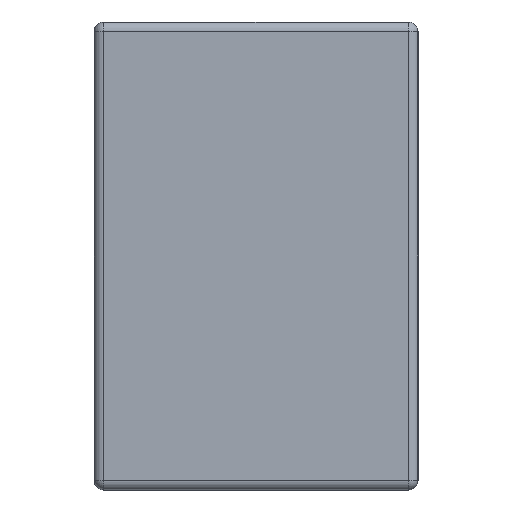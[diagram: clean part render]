
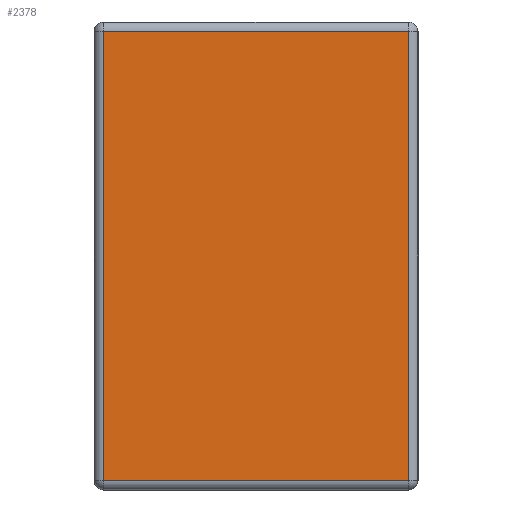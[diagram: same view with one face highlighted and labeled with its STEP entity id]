
A CAD part, left-side view. The second image highlights one B-rep face of the part: STEP entity #2378.
In plain terms, the highlighted planar face has unit normal (-1, 0, 0).
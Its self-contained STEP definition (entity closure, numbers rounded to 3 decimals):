
#137 = EDGE_LOOP ( 'NONE', ( #3986, #3010, #2119, #3474 ) ) ;
#400 = DIRECTION ( 'NONE',  ( 0., 0., 1. ) ) ;
#619 = VECTOR ( 'NONE', #3833, 1000. ) ;
#680 = VECTOR ( 'NONE', #1941, 1000. ) ;
#980 = VERTEX_POINT ( 'NONE', #2085 ) ;
#1157 = VECTOR ( 'NONE', #2764, 1000. ) ;
#1167 = CARTESIAN_POINT ( 'NONE',  ( 0., 0.041, -0.041 ) ) ;
#1458 = LINE ( 'NONE', #2405, #619 ) ;
#1706 = FACE_OUTER_BOUND ( 'NONE', #137, .T. ) ;
#1728 = EDGE_CURVE ( 'NONE', #4071, #2221, #4034, .T. ) ;
#1899 = EDGE_CURVE ( 'NONE', #2221, #2443, #2345, .T. ) ;
#1941 = DIRECTION ( 'NONE',  ( 0., 0., -1. ) ) ;
#2085 = CARTESIAN_POINT ( 'NONE',  ( 0., 1.309, -0.041 ) ) ;
#2087 = CARTESIAN_POINT ( 'NONE',  ( 0., 0.041, -1.909 ) ) ;
#2119 = ORIENTED_EDGE ( 'NONE', *, *, #4631, .T. ) ;
#2198 = PLANE ( 'NONE',  #2726 ) ;
#2221 = VERTEX_POINT ( 'NONE', #2087 ) ;
#2271 = CARTESIAN_POINT ( 'NONE',  ( 0., 0.041, 0. ) ) ;
#2345 = LINE ( 'NONE', #2271, #1157 ) ;
#2378 = ADVANCED_FACE ( 'NONE', ( #1706 ), #2198, .T. ) ;
#2405 = CARTESIAN_POINT ( 'NONE',  ( 0., 1.35, -0.041 ) ) ;
#2443 = VERTEX_POINT ( 'NONE', #1167 ) ;
#2510 = CARTESIAN_POINT ( 'NONE',  ( 0., 0., 0. ) ) ;
#2516 = CARTESIAN_POINT ( 'NONE',  ( 0., 1.309, -1.909 ) ) ;
#2726 = AXIS2_PLACEMENT_3D ( 'NONE', #2510, #3230, #400 ) ;
#2764 = DIRECTION ( 'NONE',  ( 0., 0., 1. ) ) ;
#3010 = ORIENTED_EDGE ( 'NONE', *, *, #1899, .T. ) ;
#3230 = DIRECTION ( 'NONE',  ( -1., 0., 0. ) ) ;
#3254 = VECTOR ( 'NONE', #3941, 1000. ) ;
#3474 = ORIENTED_EDGE ( 'NONE', *, *, #4299, .T. ) ;
#3672 = LINE ( 'NONE', #4114, #680 ) ;
#3833 = DIRECTION ( 'NONE',  ( 0., 1., 0. ) ) ;
#3941 = DIRECTION ( 'NONE',  ( 0., -1., 0. ) ) ;
#3986 = ORIENTED_EDGE ( 'NONE', *, *, #1728, .T. ) ;
#4034 = LINE ( 'NONE', #4340, #3254 ) ;
#4071 = VERTEX_POINT ( 'NONE', #2516 ) ;
#4114 = CARTESIAN_POINT ( 'NONE',  ( 0., 1.309, -1.95 ) ) ;
#4299 = EDGE_CURVE ( 'NONE', #980, #4071, #3672, .T. ) ;
#4340 = CARTESIAN_POINT ( 'NONE',  ( 0., 0., -1.909 ) ) ;
#4631 = EDGE_CURVE ( 'NONE', #2443, #980, #1458, .T. ) ;
